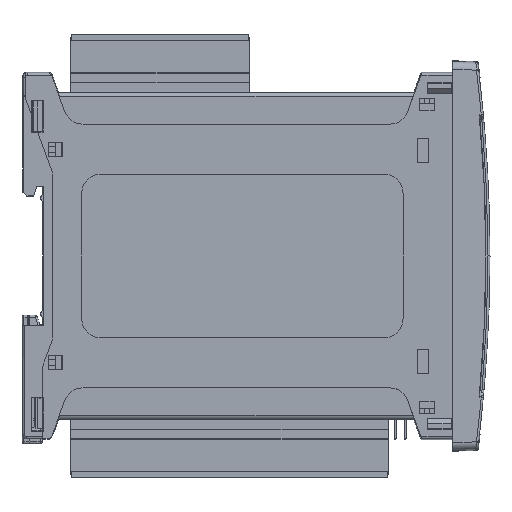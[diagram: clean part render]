
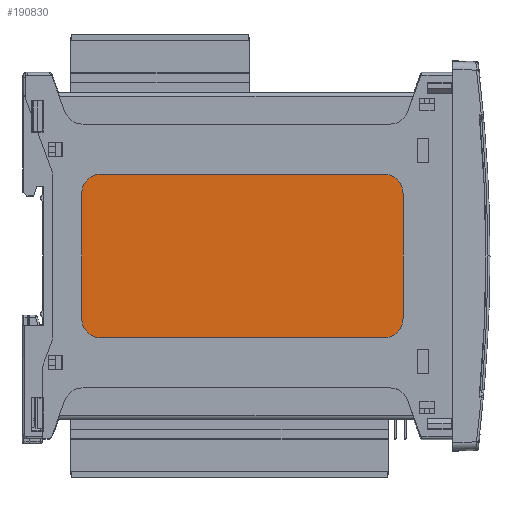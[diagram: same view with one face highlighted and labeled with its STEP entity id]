
A CAD part, front view. The second image highlights one B-rep face of the part: STEP entity #190830.
In plain terms, the highlighted planar face has unit normal (0, -1, 0).
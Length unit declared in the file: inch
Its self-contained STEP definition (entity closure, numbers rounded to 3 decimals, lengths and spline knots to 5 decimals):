
#3721 = CIRCLE ( 'NONE', #118603, 0.19685 ) ;
#5656 = VERTEX_POINT ( 'NONE', #125376 ) ;
#7890 = EDGE_LOOP ( 'NONE', ( #82416, #61182, #140498, #24543, #182288, #180705, #18601, #115158 ) ) ;
#9906 = CIRCLE ( 'NONE', #36176, 0.19685 ) ;
#11592 = CIRCLE ( 'NONE', #64161, 0.19685 ) ;
#18601 = ORIENTED_EDGE ( 'NONE', *, *, #162877, .T. ) ;
#22934 = LINE ( 'NONE', #70243, #119835 ) ;
#23981 = EDGE_CURVE ( 'NONE', #145176, #123289, #125915, .T. ) ;
#24543 = ORIENTED_EDGE ( 'NONE', *, *, #140700, .T. ) ;
#34360 = CARTESIAN_POINT ( 'NONE',  ( 0.59435, 0.00794, -0.82635 ) ) ;
#36176 = AXIS2_PLACEMENT_3D ( 'NONE', #113590, #64274, #129017 ) ;
#36470 = EDGE_CURVE ( 'NONE', #151015, #78745, #22934, .T. ) ;
#36829 = CARTESIAN_POINT ( 'NONE',  ( 0.59435, 0.00794, 0.6295 ) ) ;
#40142 = CARTESIAN_POINT ( 'NONE',  ( 0.7912, 0.00794, 0.82635 ) ) ;
#43395 = CARTESIAN_POINT ( 'NONE',  ( 3.83332, 0.00794, -0.82635 ) ) ;
#46394 = VECTOR ( 'NONE', #186355, 39.37008 ) ;
#48303 = DIRECTION ( 'NONE',  ( 0., -1., 0. ) ) ;
#49767 = DIRECTION ( 'NONE',  ( -1., 0., 0. ) ) ;
#50795 = FACE_OUTER_BOUND ( 'NONE', #7890, .T. ) ;
#60914 = VECTOR ( 'NONE', #176947, 39.37008 ) ;
#61182 = ORIENTED_EDGE ( 'NONE', *, *, #78509, .T. ) ;
#63184 = DIRECTION ( 'NONE',  ( 0., 0., -1. ) ) ;
#64161 = AXIS2_PLACEMENT_3D ( 'NONE', #156221, #155204, #190091 ) ;
#64274 = DIRECTION ( 'NONE',  ( 0., -1., 0. ) ) ;
#65700 = CARTESIAN_POINT ( 'NONE',  ( 0.59435, 0.00794, -0.6295 ) ) ;
#70243 = CARTESIAN_POINT ( 'NONE',  ( 3.83332, 0.00794, 0.82635 ) ) ;
#71282 = CARTESIAN_POINT ( 'NONE',  ( 3.63646, 0.00794, -0.6295 ) ) ;
#72393 = VERTEX_POINT ( 'NONE', #130888 ) ;
#77115 = EDGE_CURVE ( 'NONE', #104397, #151015, #9906, .T. ) ;
#78509 = EDGE_CURVE ( 'NONE', #72393, #5656, #123604, .T. ) ;
#78745 = VERTEX_POINT ( 'NONE', #40142 ) ;
#79592 = EDGE_CURVE ( 'NONE', #5656, #129955, #92180, .T. ) ;
#81504 = AXIS2_PLACEMENT_3D ( 'NONE', #34360, #122063, #49767 ) ;
#82416 = ORIENTED_EDGE ( 'NONE', *, *, #168837, .T. ) ;
#92180 = CIRCLE ( 'NONE', #174304, 0.19685 ) ;
#104397 = VERTEX_POINT ( 'NONE', #141144 ) ;
#109999 = CARTESIAN_POINT ( 'NONE',  ( 0.7912, 0.00794, 0.6295 ) ) ;
#113590 = CARTESIAN_POINT ( 'NONE',  ( 3.63646, 0.00794, 0.6295 ) ) ;
#114165 = CARTESIAN_POINT ( 'NONE',  ( 3.83332, 0.00794, 0.82635 ) ) ;
#115158 = ORIENTED_EDGE ( 'NONE', *, *, #23981, .T. ) ;
#116499 = DIRECTION ( 'NONE',  ( -1., 0., 0. ) ) ;
#118603 = AXIS2_PLACEMENT_3D ( 'NONE', #109999, #48303, #125442 ) ;
#119545 = DIRECTION ( 'NONE',  ( -1., 0., 0. ) ) ;
#119835 = VECTOR ( 'NONE', #116499, 39.37008 ) ;
#122063 = DIRECTION ( 'NONE',  ( 0., 1., 0. ) ) ;
#122876 = CARTESIAN_POINT ( 'NONE',  ( 3.83332, 0.00794, -0.6295 ) ) ;
#123289 = VERTEX_POINT ( 'NONE', #65700 ) ;
#123604 = LINE ( 'NONE', #43395, #46394 ) ;
#125376 = CARTESIAN_POINT ( 'NONE',  ( 3.63646, 0.00794, -0.82635 ) ) ;
#125442 = DIRECTION ( 'NONE',  ( -1., 0., 0. ) ) ;
#125915 = LINE ( 'NONE', #190684, #157210 ) ;
#127924 = PLANE ( 'NONE',  #81504 ) ;
#129017 = DIRECTION ( 'NONE',  ( -1., 0., 0. ) ) ;
#129955 = VERTEX_POINT ( 'NONE', #122876 ) ;
#130888 = CARTESIAN_POINT ( 'NONE',  ( 0.7912, 0.00794, -0.82635 ) ) ;
#140498 = ORIENTED_EDGE ( 'NONE', *, *, #79592, .T. ) ;
#140700 = EDGE_CURVE ( 'NONE', #129955, #104397, #180718, .T. ) ;
#141144 = CARTESIAN_POINT ( 'NONE',  ( 3.83332, 0.00794, 0.6295 ) ) ;
#145176 = VERTEX_POINT ( 'NONE', #36829 ) ;
#149042 = CARTESIAN_POINT ( 'NONE',  ( 3.63646, 0.00794, 0.82635 ) ) ;
#151015 = VERTEX_POINT ( 'NONE', #149042 ) ;
#155204 = DIRECTION ( 'NONE',  ( 0., -1., 0. ) ) ;
#156221 = CARTESIAN_POINT ( 'NONE',  ( 0.7912, 0.00794, -0.6295 ) ) ;
#157210 = VECTOR ( 'NONE', #63184, 39.37008 ) ;
#162877 = EDGE_CURVE ( 'NONE', #78745, #145176, #3721, .T. ) ;
#168837 = EDGE_CURVE ( 'NONE', #123289, #72393, #11592, .T. ) ;
#174304 = AXIS2_PLACEMENT_3D ( 'NONE', #71282, #197721, #119545 ) ;
#176947 = DIRECTION ( 'NONE',  ( 0., 0., 1. ) ) ;
#180705 = ORIENTED_EDGE ( 'NONE', *, *, #36470, .T. ) ;
#180718 = LINE ( 'NONE', #114165, #60914 ) ;
#182288 = ORIENTED_EDGE ( 'NONE', *, *, #77115, .T. ) ;
#186355 = DIRECTION ( 'NONE',  ( 1., 0., 0. ) ) ;
#190091 = DIRECTION ( 'NONE',  ( -1., 0., 0. ) ) ;
#190684 = CARTESIAN_POINT ( 'NONE',  ( 0.59435, 0.00794, 0.82635 ) ) ;
#190830 = ADVANCED_FACE ( 'NONE', ( #50795 ), #127924, .F. ) ;
#197721 = DIRECTION ( 'NONE',  ( 0., -1., 0. ) ) ;
